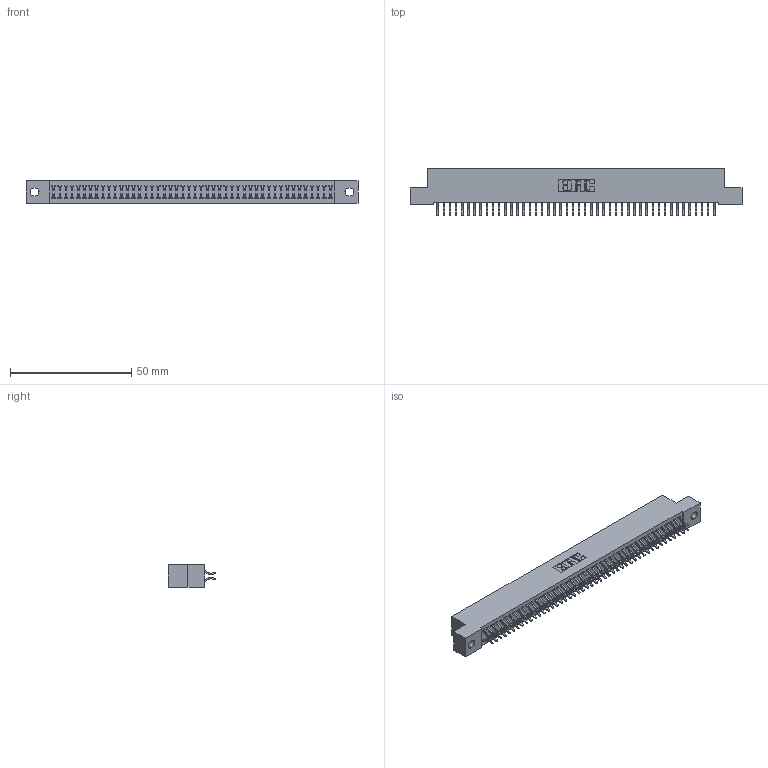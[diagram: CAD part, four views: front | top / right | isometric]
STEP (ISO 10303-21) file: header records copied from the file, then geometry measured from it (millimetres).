
FILE_DESCRIPTION (( 'STEP AP203' ), '1' );
FILE_NAME ('392-092-556-202.STEP', '2019-10-09T19:02:35', ( '' ), ( '' ), 'SwSTEP 2.0', 'SolidWorks 2016', '' );
FILE_SCHEMA (( 'CONFIG_CONTROL_DESIGN' ));
Length unit declared in the file: inch
Products named in the file (3): 342 Part_.128 Slot; 345-292-001_556 Tail; 392-092-556-202
Assembly tree (93 placements, depth 2):
  392-092-556-202
    342 Part_.128 Slot
    345-292-001_556 Tail  x92
Bounding box: 137.16 x 19.58 x 9.4 mm (x, y, z)
Volume: 12288.3 mm3; surface area: 19771 mm2
Topology: 93 solids, 93 shells, 5450 faces, 16227 edges, 10694 vertices
Faces by surface type: plane 3750, cylinder 1700
Entity records: 29299 total; most frequent: CARTESIAN_POINT 4866, ORIENTED_EDGE 4790, DIRECTION 4139, EDGE_CURVE 2395, VECTOR 2259, LINE 2259, VERTEX_POINT 1594, AXIS2_PLACEMENT_3D 940
